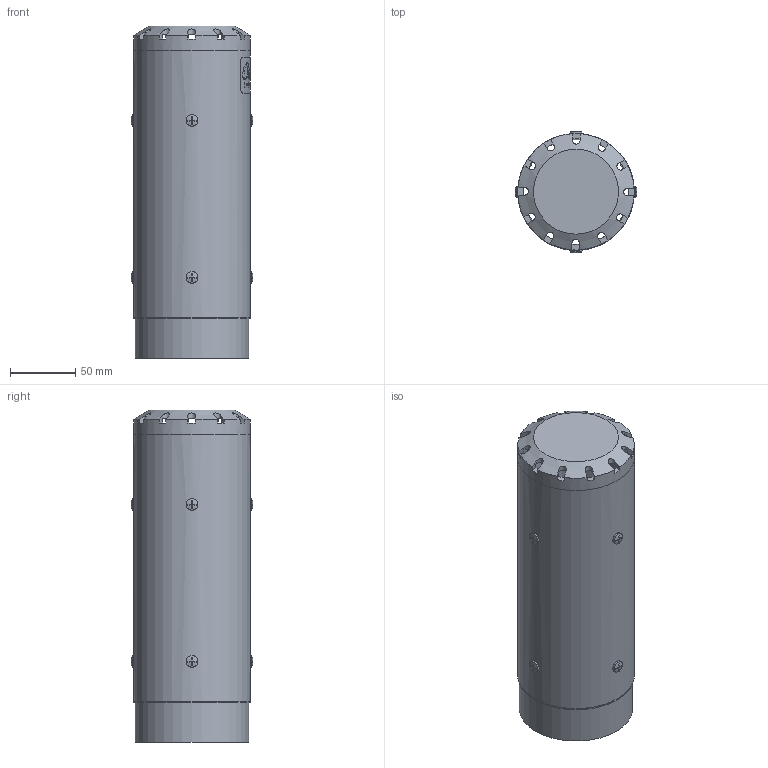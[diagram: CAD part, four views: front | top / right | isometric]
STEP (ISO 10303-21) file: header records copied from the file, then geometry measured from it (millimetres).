
FILE_DESCRIPTION(/* description */ (''),/* implementation_level */ '2;1');
FILE_NAME(/* name */ '50376 Vulcan 30.stp',/* time_stamp */ '2015-06-25T10:58:16+02:00',/* author */ ('guzb562'),/* organization */ (''),/* preprocessor_version */ 'ST-DEVELOPER v15.6',/* originating_system */ 'Autodesk Inventor 2015',/* authorisation */ '');
FILE_SCHEMA (('AUTOMOTIVE_DESIGN { 1 0 10303 214 3 1 1 }'));
Length unit declared in the file: millimetre
Products named in the file (2): 50376 Vulcan 30
Assembly tree (1 placements, depth 2):
  50376 Vulcan 30
    50376 Vulcan 30
Bounding box: 93.06 x 93.06 x 254 mm (x, y, z)
Volume: 270449.7 mm3; surface area: 145697.3 mm2
Topology: 1 solids, 1 shells, 396 faces, 1163 edges, 775 vertices
Faces by surface type: plane 258, bspline 86, cylinder 50, cone 2
Full cylindrical faces by diameter (mm): 8.947 x8, 87 x1, 89 x1, 89.199 x1, 89.2 x1
Entity records: 16164 total; most frequent: CARTESIAN_POINT 6235, ORIENTED_EDGE 2274, DIRECTION 1691, EDGE_CURVE 1137, VERTEX_POINT 766, LINE 569, VECTOR 569, AXIS2_PLACEMENT_3D 561
